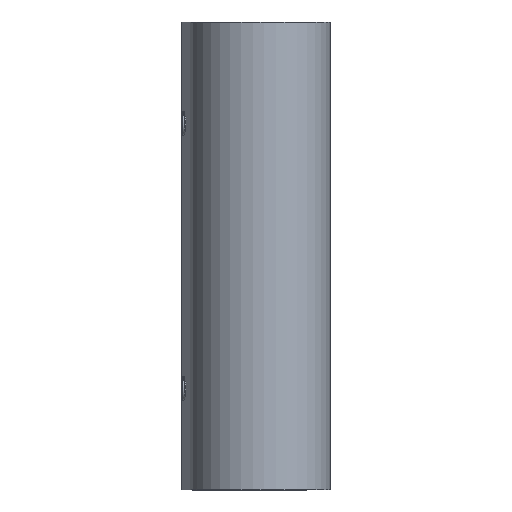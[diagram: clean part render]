
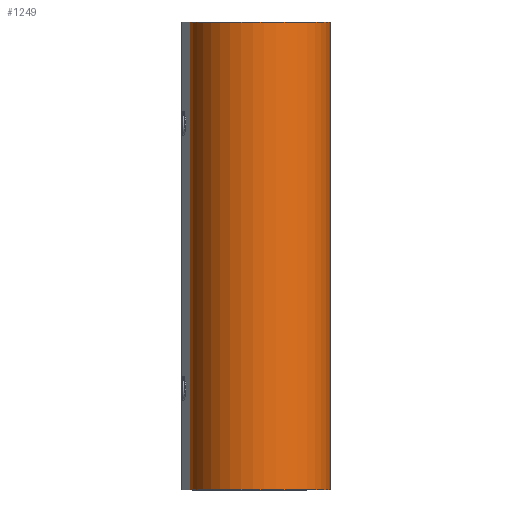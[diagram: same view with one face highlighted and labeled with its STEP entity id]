
A CAD part, top view. The second image highlights one B-rep face of the part: STEP entity #1249.
In plain terms, the highlighted cylindrical face has radius 9 mm (diameter 18 mm), a partial arc.
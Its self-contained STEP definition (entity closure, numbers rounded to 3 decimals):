
#150=LINE('',#2055,#247);
#152=LINE('',#2069,#249);
#247=VECTOR('',#1576,10.);
#249=VECTOR('',#1596,10.);
#303=CIRCLE('',#1305,9.);
#313=CIRCLE('',#1332,9.);
#405=FACE_OUTER_BOUND('',#489,.T.);
#489=EDGE_LOOP('',(#1089,#1090,#1091,#1092));
#623=VERTEX_POINT('',#1938);
#624=VERTEX_POINT('',#1940);
#642=VERTEX_POINT('',#2045);
#643=VERTEX_POINT('',#2047);
#754=EDGE_CURVE('',#623,#624,#303,.T.);
#793=EDGE_CURVE('',#642,#643,#313,.T.);
#797=EDGE_CURVE('',#624,#642,#150,.T.);
#802=EDGE_CURVE('',#623,#643,#152,.T.);
#1089=ORIENTED_EDGE('',*,*,#754,.F.);
#1090=ORIENTED_EDGE('',*,*,#802,.T.);
#1091=ORIENTED_EDGE('',*,*,#793,.F.);
#1092=ORIENTED_EDGE('',*,*,#797,.F.);
#1202=CYLINDRICAL_SURFACE('',#1345,9.);
#1249=ADVANCED_FACE('',(#405),#1202,.T.);
#1305=AXIS2_PLACEMENT_3D('',#1941,#1488,#1489);
#1332=AXIS2_PLACEMENT_3D('',#2048,#1567,#1568);
#1345=AXIS2_PLACEMENT_3D('',#2070,#1597,#1598);
#1488=DIRECTION('center_axis',(0.,1.,0.));
#1489=DIRECTION('ref_axis',(-0.992,0.,0.124));
#1567=DIRECTION('center_axis',(0.,-1.,0.));
#1568=DIRECTION('ref_axis',(-0.992,0.,0.124));
#1576=DIRECTION('',(0.,-1.,0.));
#1596=DIRECTION('',(0.,-1.,0.));
#1597=DIRECTION('center_axis',(0.,-1.,0.));
#1598=DIRECTION('ref_axis',(-0.992,0.,0.124));
#1938=CARTESIAN_POINT('',(-8.93,0.,1.117));
#1940=CARTESIAN_POINT('',(9.,0.,0.));
#1941=CARTESIAN_POINT('Origin',(0.,0.,0.));
#2045=CARTESIAN_POINT('',(9.,-60.,0.));
#2047=CARTESIAN_POINT('',(-8.93,-60.,1.117));
#2048=CARTESIAN_POINT('Origin',(0.,-60.,0.));
#2055=CARTESIAN_POINT('',(9.,0.,0.));
#2069=CARTESIAN_POINT('',(-8.93,0.,1.117));
#2070=CARTESIAN_POINT('Origin',(0.,0.,0.));
